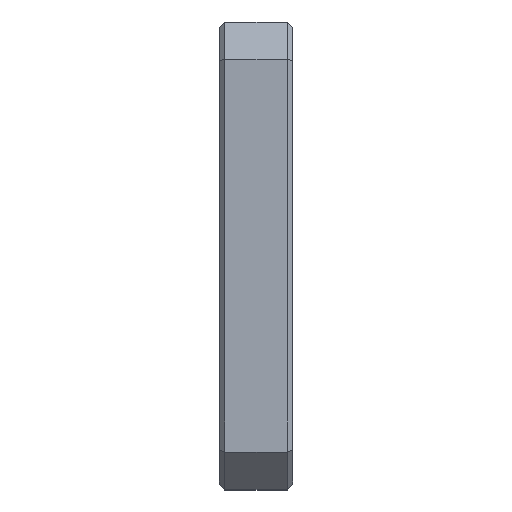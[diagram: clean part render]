
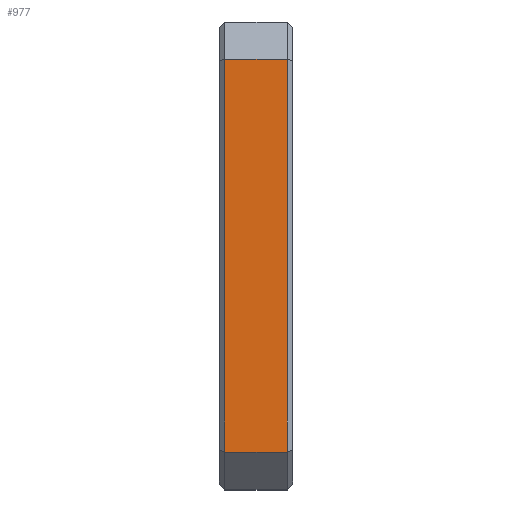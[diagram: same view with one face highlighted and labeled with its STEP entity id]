
A CAD part, top view. The second image highlights one B-rep face of the part: STEP entity #977.
In plain terms, the highlighted planar face has unit normal (0, 0, 1).
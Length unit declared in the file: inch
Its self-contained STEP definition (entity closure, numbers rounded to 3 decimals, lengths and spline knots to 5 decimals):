
#24 = VECTOR ( 'NONE', #509, 39.37008 ) ;
#41 = CARTESIAN_POINT ( 'NONE',  ( 0.128, 0.37, 0.44 ) ) ;
#73 = CARTESIAN_POINT ( 'NONE',  ( 0.01, -0.44, 0.44 ) ) ;
#163 = LINE ( 'NONE', #393, #620 ) ;
#164 = CARTESIAN_POINT ( 'NONE',  ( 0.138, -0.37, 0.44 ) ) ;
#169 = VERTEX_POINT ( 'NONE', #41 ) ;
#200 = LINE ( 'NONE', #164, #280 ) ;
#208 = LINE ( 'NONE', #560, #854 ) ;
#242 = EDGE_CURVE ( 'NONE', #847, #468, #200, .T. ) ;
#258 = AXIS2_PLACEMENT_3D ( 'NONE', #1151, #702, #330 ) ;
#267 = LINE ( 'NONE', #73, #24 ) ;
#280 = VECTOR ( 'NONE', #535, 39.37008 ) ;
#324 = ORIENTED_EDGE ( 'NONE', *, *, #363, .T. ) ;
#330 = DIRECTION ( 'NONE',  ( 0., 1., 0. ) ) ;
#331 = CARTESIAN_POINT ( 'NONE',  ( 0.128, -0.37, 0.44 ) ) ;
#341 = EDGE_CURVE ( 'NONE', #169, #1175, #208, .T. ) ;
#363 = EDGE_CURVE ( 'NONE', #468, #169, #163, .T. ) ;
#393 = CARTESIAN_POINT ( 'NONE',  ( 0.128, 0.37, 0.44 ) ) ;
#455 = DIRECTION ( 'NONE',  ( 0., 1., 0. ) ) ;
#468 = VERTEX_POINT ( 'NONE', #331 ) ;
#509 = DIRECTION ( 'NONE',  ( 0., -1., 0. ) ) ;
#535 = DIRECTION ( 'NONE',  ( 1., 0., 0. ) ) ;
#539 = CARTESIAN_POINT ( 'NONE',  ( 0.01, 0.37, 0.44 ) ) ;
#560 = CARTESIAN_POINT ( 'NONE',  ( 0.138, 0.37, 0.44 ) ) ;
#605 = CARTESIAN_POINT ( 'NONE',  ( 0.01, -0.37, 0.44 ) ) ;
#620 = VECTOR ( 'NONE', #455, 39.37008 ) ;
#702 = DIRECTION ( 'NONE',  ( 0., 0., -1. ) ) ;
#708 = PLANE ( 'NONE',  #258 ) ;
#744 = ORIENTED_EDGE ( 'NONE', *, *, #1009, .T. ) ;
#828 = ORIENTED_EDGE ( 'NONE', *, *, #341, .T. ) ;
#847 = VERTEX_POINT ( 'NONE', #605 ) ;
#854 = VECTOR ( 'NONE', #861, 39.37008 ) ;
#861 = DIRECTION ( 'NONE',  ( -1., 0., 0. ) ) ;
#867 = FACE_OUTER_BOUND ( 'NONE', #947, .T. ) ;
#947 = EDGE_LOOP ( 'NONE', ( #1140, #324, #828, #744 ) ) ;
#977 = ADVANCED_FACE ( 'NONE', ( #867 ), #708, .F. ) ;
#1009 = EDGE_CURVE ( 'NONE', #1175, #847, #267, .T. ) ;
#1140 = ORIENTED_EDGE ( 'NONE', *, *, #242, .T. ) ;
#1151 = CARTESIAN_POINT ( 'NONE',  ( 0.138, -0.44, 0.44 ) ) ;
#1175 = VERTEX_POINT ( 'NONE', #539 ) ;
